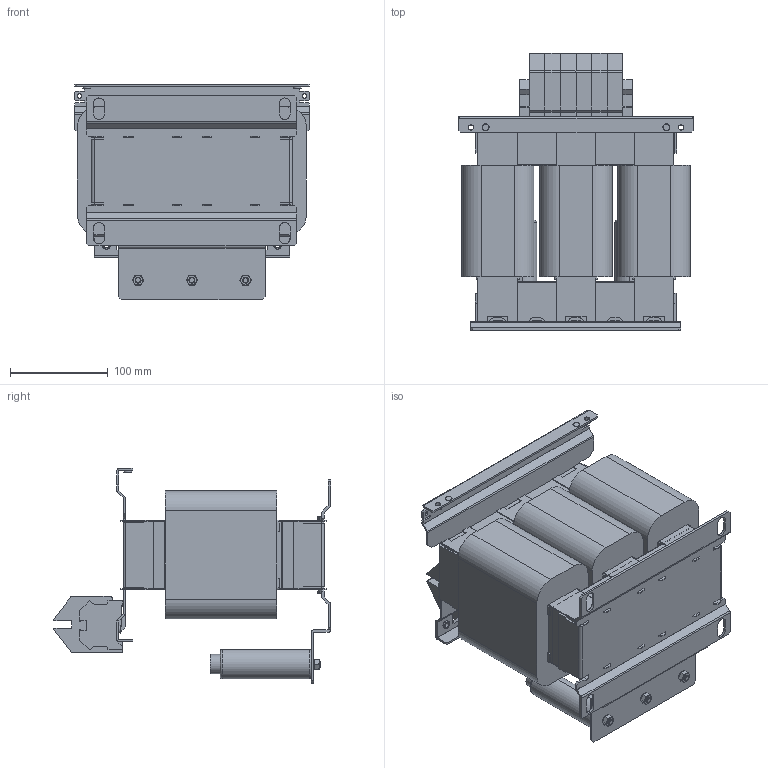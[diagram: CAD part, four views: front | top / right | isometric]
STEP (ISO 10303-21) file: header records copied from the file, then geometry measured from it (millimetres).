
FILE_DESCRIPTION (( 'STEP AP214' ), '1' );
FILE_NAME ('146998.STEP', '2020-05-29T02:56:42', ( '' ), ( '' ), 'SwSTEP 2.0', 'SolidWorks 2018', '' );
FILE_SCHEMA (( 'AUTOMOTIVE_DESIGN' ));
Length unit declared in the file: millimetre
Products named in the file (1): 146998
Bounding box: 240 x 283.49 x 220.35 mm (x, y, z)
Volume: 5498505.6 mm3; surface area: 725201.2 mm2
Topology: 19 solids, 19 shells, 1179 faces, 3160 edges, 2034 vertices
Faces by surface type: plane 889, cylinder 258, bspline 26, cone 6
Entity records: 41788 total; most frequent: CARTESIAN_POINT 9246, ORIENTED_EDGE 6320, DIRECTION 5779, EDGE_CURVE 3160, VECTOR 2581, LINE 2581, VERTEX_POINT 2034, AXIS2_PLACEMENT_3D 1599
